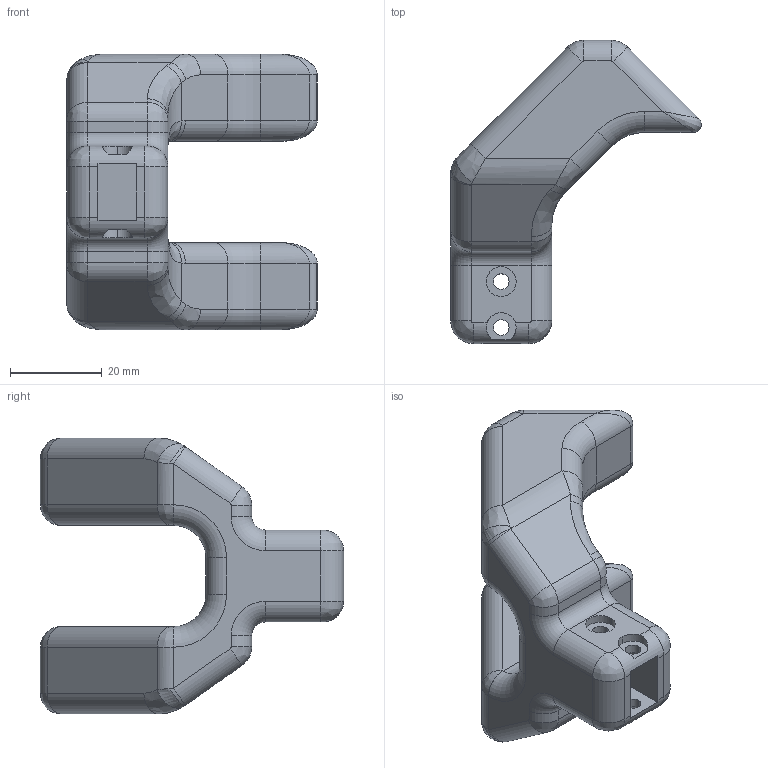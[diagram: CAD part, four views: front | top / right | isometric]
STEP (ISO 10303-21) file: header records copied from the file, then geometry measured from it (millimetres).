
FILE_DESCRIPTION (( 'STEP AP203' ), '1' );
FILE_NAME ('Claw- 2-Finger.step_Default_sldprt.STEP', '2022-11-09T04:41:24', ( '' ), ( '' ), 'SwSTEP 2.0', 'SolidWorks 2022', '' );
FILE_SCHEMA (( 'CONFIG_CONTROL_DESIGN' ));
Length unit declared in the file: millimetre
Products named in the file (1): Claw- 2-Finger.step_Default_sldprt
Bounding box: 54.52 x 66 x 60 mm (x, y, z)
Volume: 52528 mm3; surface area: 12434.3 mm2
Topology: 1 solids, 1 shells, 168 faces, 404 edges, 234 vertices
Faces by surface type: cylinder 82, bspline 40, plane 34, torus 12
Entity records: 6518 total; most frequent: CARTESIAN_POINT 2682, DIRECTION 798, ORIENTED_EDGE 796, EDGE_CURVE 398, AXIS2_PLACEMENT_3D 319, VERTEX_POINT 234, CIRCLE 190, EDGE_LOOP 178
